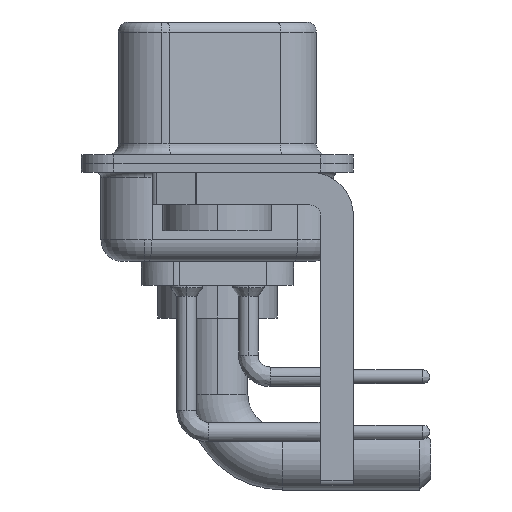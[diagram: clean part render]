
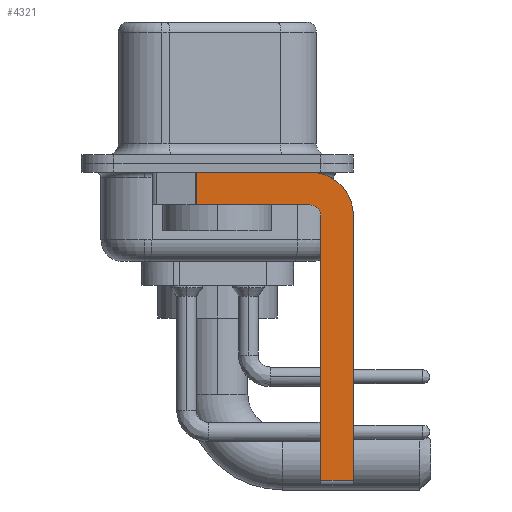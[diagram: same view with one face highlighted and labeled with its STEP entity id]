
A CAD part, left-side view. The second image highlights one B-rep face of the part: STEP entity #4321.
In plain terms, the highlighted planar face has unit normal (-1, 0, 0).
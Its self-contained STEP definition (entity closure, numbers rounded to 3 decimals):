
#1118 = CARTESIAN_POINT ( 'NONE',  ( -2.9, -4.75, -14.8 ) ) ;
#1238 = EDGE_CURVE ( 'NONE', #6713, #7637, #6394, .T. ) ;
#1450 = CARTESIAN_POINT ( 'NONE',  ( -2.9, 0.978, -0.4 ) ) ;
#1887 = AXIS2_PLACEMENT_3D ( 'NONE', #12411, #24356, #22705 ) ;
#2096 = DIRECTION ( 'NONE',  ( 0., 0., 1. ) ) ;
#2389 = CIRCLE ( 'NONE', #17581, 0.5 ) ;
#2635 = VECTOR ( 'NONE', #26045, 1000. ) ;
#3259 = CARTESIAN_POINT ( 'NONE',  ( -2.9, -6.25, -2.4 ) ) ;
#3790 = ORIENTED_EDGE ( 'NONE', *, *, #7629, .F. ) ;
#3805 = CARTESIAN_POINT ( 'NONE',  ( -2.9, 3., -0.4 ) ) ;
#4073 = LINE ( 'NONE', #10444, #18909 ) ;
#4174 = DIRECTION ( 'NONE',  ( 0., 1., 0. ) ) ;
#4321 = ADVANCED_FACE ( 'NONE', ( #22188 ), #7810, .F. ) ;
#4673 = CARTESIAN_POINT ( 'NONE',  ( -2.9, -6.25, -14.55 ) ) ;
#5075 = CARTESIAN_POINT ( 'NONE',  ( -2.9, -6.25, -2.4 ) ) ;
#5344 = VECTOR ( 'NONE', #21173, 1000. ) ;
#5754 = EDGE_CURVE ( 'NONE', #21013, #25910, #14886, .T. ) ;
#5954 = LINE ( 'NONE', #20601, #12868 ) ;
#6394 = LINE ( 'NONE', #6792, #5344 ) ;
#6713 = VERTEX_POINT ( 'NONE', #16852 ) ;
#6792 = CARTESIAN_POINT ( 'NONE',  ( -2.9, -4.25, -14.55 ) ) ;
#7223 = ORIENTED_EDGE ( 'NONE', *, *, #1238, .T. ) ;
#7629 = EDGE_CURVE ( 'NONE', #22826, #8588, #2389, .T. ) ;
#7637 = VERTEX_POINT ( 'NONE', #4673 ) ;
#7810 = PLANE ( 'NONE',  #1887 ) ;
#8232 = CARTESIAN_POINT ( 'NONE',  ( -2.9, -4.25, -0.4 ) ) ;
#8315 = VECTOR ( 'NONE', #14838, 1000. ) ;
#8451 = EDGE_CURVE ( 'NONE', #24607, #20148, #4073, .T. ) ;
#8588 = VERTEX_POINT ( 'NONE', #15053 ) ;
#8611 = CARTESIAN_POINT ( 'NONE',  ( -2.9, -4.25, -2.4 ) ) ;
#9293 = ORIENTED_EDGE ( 'NONE', *, *, #25444, .F. ) ;
#9696 = AXIS2_PLACEMENT_3D ( 'NONE', #18581, #23185, #10710 ) ;
#9721 = CARTESIAN_POINT ( 'NONE',  ( -2.9, 0.978, -1.9 ) ) ;
#9942 = EDGE_LOOP ( 'NONE', ( #21836, #24844, #13369, #3790, #9293, #7223, #13469, #19429 ) ) ;
#10444 = CARTESIAN_POINT ( 'NONE',  ( -2.9, 0.978, -1.9 ) ) ;
#10710 = DIRECTION ( 'NONE',  ( 0., 0., -1. ) ) ;
#11982 = DIRECTION ( 'NONE',  ( 0., 0., 1. ) ) ;
#12084 = LINE ( 'NONE', #3805, #2635 ) ;
#12220 = DIRECTION ( 'NONE',  ( 0., 0., -1. ) ) ;
#12411 = CARTESIAN_POINT ( 'NONE',  ( -2.9, -4.25, -2.4 ) ) ;
#12868 = VECTOR ( 'NONE', #4174, 1000. ) ;
#13369 = ORIENTED_EDGE ( 'NONE', *, *, #23100, .F. ) ;
#13469 = ORIENTED_EDGE ( 'NONE', *, *, #16723, .F. ) ;
#13966 = EDGE_CURVE ( 'NONE', #24607, #21013, #12084, .T. ) ;
#14838 = DIRECTION ( 'NONE',  ( 0., 0., -1. ) ) ;
#14886 = CIRCLE ( 'NONE', #9696, 2. ) ;
#15053 = CARTESIAN_POINT ( 'NONE',  ( -2.9, -4.25, -1.9 ) ) ;
#16723 = EDGE_CURVE ( 'NONE', #25910, #7637, #25677, .T. ) ;
#16852 = CARTESIAN_POINT ( 'NONE',  ( -2.9, -4.75, -14.55 ) ) ;
#17581 = AXIS2_PLACEMENT_3D ( 'NONE', #8611, #21093, #2096 ) ;
#18581 = CARTESIAN_POINT ( 'NONE',  ( -2.9, -4.25, -2.4 ) ) ;
#18909 = VECTOR ( 'NONE', #12220, 1000. ) ;
#19429 = ORIENTED_EDGE ( 'NONE', *, *, #5754, .F. ) ;
#19720 = LINE ( 'NONE', #1118, #19962 ) ;
#19809 = CARTESIAN_POINT ( 'NONE',  ( -2.9, -4.75, -2.4 ) ) ;
#19962 = VECTOR ( 'NONE', #11982, 1000. ) ;
#20148 = VERTEX_POINT ( 'NONE', #9721 ) ;
#20601 = CARTESIAN_POINT ( 'NONE',  ( -2.9, -4.25, -1.9 ) ) ;
#21013 = VERTEX_POINT ( 'NONE', #8232 ) ;
#21093 = DIRECTION ( 'NONE',  ( -1., 0., 0. ) ) ;
#21173 = DIRECTION ( 'NONE',  ( 0., -1., 0. ) ) ;
#21836 = ORIENTED_EDGE ( 'NONE', *, *, #13966, .F. ) ;
#22188 = FACE_OUTER_BOUND ( 'NONE', #9942, .T. ) ;
#22705 = DIRECTION ( 'NONE',  ( 0., 0., -1. ) ) ;
#22826 = VERTEX_POINT ( 'NONE', #19809 ) ;
#23100 = EDGE_CURVE ( 'NONE', #8588, #20148, #5954, .T. ) ;
#23185 = DIRECTION ( 'NONE',  ( 1., 0., 0. ) ) ;
#24356 = DIRECTION ( 'NONE',  ( 1., 0., 0. ) ) ;
#24607 = VERTEX_POINT ( 'NONE', #1450 ) ;
#24844 = ORIENTED_EDGE ( 'NONE', *, *, #8451, .T. ) ;
#25444 = EDGE_CURVE ( 'NONE', #6713, #22826, #19720, .T. ) ;
#25677 = LINE ( 'NONE', #5075, #8315 ) ;
#25910 = VERTEX_POINT ( 'NONE', #3259 ) ;
#26045 = DIRECTION ( 'NONE',  ( 0., -1., 0. ) ) ;
